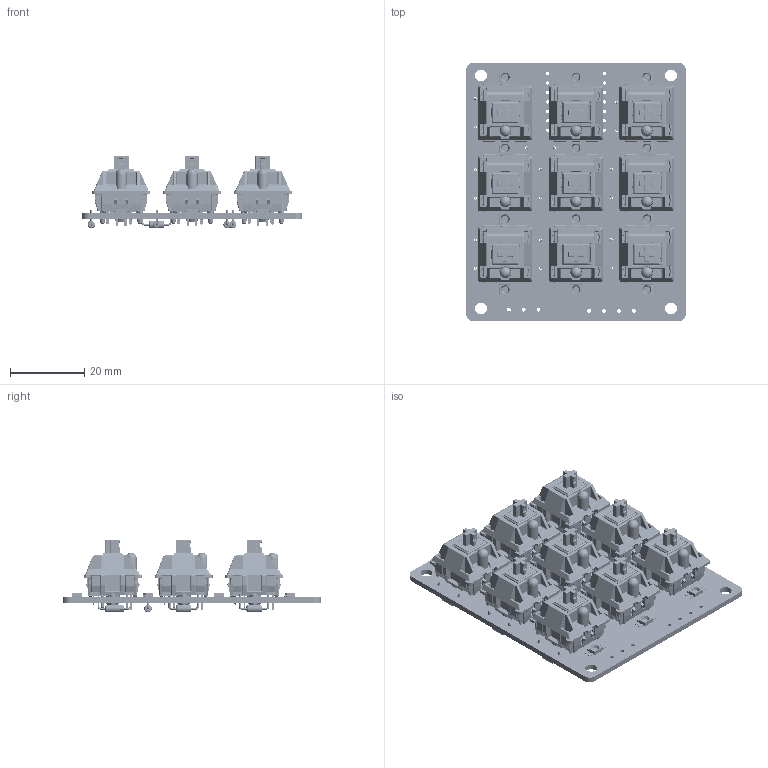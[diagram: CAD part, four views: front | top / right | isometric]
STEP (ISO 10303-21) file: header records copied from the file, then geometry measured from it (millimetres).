
FILE_DESCRIPTION(('KiCad electronic assembly'),'2;1');
FILE_NAME('CADPad pcb model.step','2025-07-05T15:06:01',('Pcbnew'),( 'Kicad'),'Open CASCADE STEP processor 7.8','KiCad to STEP converter' ,'Unknown');
FILE_SCHEMA(('AUTOMOTIVE_DESIGN { 1 0 10303 214 1 1 1 1 }'));
Length unit declared in the file: millimetre
Products named in the file (11): CADPad pcb model 1; SW_Cherry_MX_1.00u_PCB; MX Öá °´¼ü¡ä_¨¹___¡§1; MX ס סͥ¨¢¨¬_¡§¡顧__; MXס ϞñLEDLEDLED; MXÖá ÖáÌå µ×²¿ ¦Ì¡Á2__Ä¬ÈÏ_¨¢2____¨¨_; ֫½ğ__Ĭɏ__¨¨_; LED_SK6812MINI_PLCC4_3.5x3.5mm_P1.75mm; D_DO-35_SOD27_P7.62mm_Horizontal; CADPad_PCB; CADPad pcb model 2
Assembly tree (36 placements, depth 3):
  CADPad pcb model 1
    SW_Cherry_MX_1.00u_PCB  x9
      MX Öá °´¼ü¡ä_¨¹___¡§1
      MX ס סͥ¨¢¨¬_¡§¡顧__
      MXס ϞñLEDLEDLED
      MXÖá ÖáÌå µ×²¿ ¦Ì¡Á2__Ä¬ÈÏ_¨¢2____¨¨_
      ֫½ğ__Ĭɏ__¨¨_
    LED_SK6812MINI_PLCC4_3.5x3.5mm_P1.75mm  x12
    D_DO-35_SOD27_P7.62mm_Horizontal  x9
    CADPad_PCB
  CADPad pcb model 2
Bounding box: 59.15 x 69.5 x 19.59 mm (x, y, z)
Volume: 16246.8 mm3; surface area: 34487.2 mm2
Topology: 169 solids, 169 shells, 15719 faces, 37320 edges, 21066 vertices
Faces by surface type: cylinder 6755, plane 4791, torus 1965, sphere 1173, bspline 579, revolution 342, cone 114
Full cylindrical faces by diameter (mm): 0.5 x27, 0.8 x18, 0.889 x14, 1 x7, 1.5 x18, 1.7 x18, 2 x18, 2.02 x9, 3.2 x4, 4 x9
Entity records: 53239 total; most frequent: CARTESIAN_POINT 11160, DIRECTION 9153, ORIENTED_EDGE 8418, EDGE_CURVE 4209, AXIS2_PLACEMENT_3D 3467, VERTEX_POINT 2461, LINE 2181, VECTOR 2181
